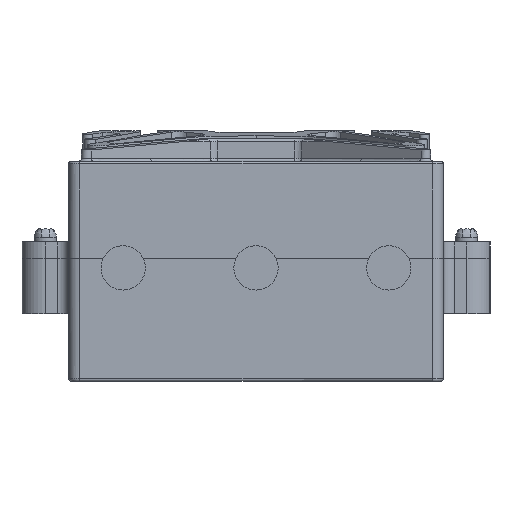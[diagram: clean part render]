
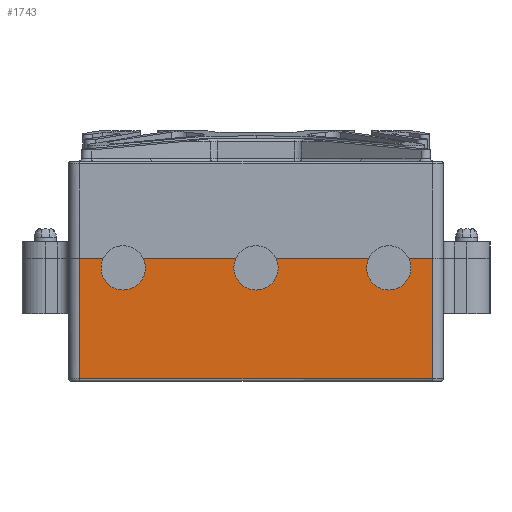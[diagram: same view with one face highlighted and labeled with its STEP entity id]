
A CAD part, front view. The second image highlights one B-rep face of the part: STEP entity #1743.
In plain terms, the highlighted free-form (B-spline) face has degree [1, 1] with [2, 2] control points.
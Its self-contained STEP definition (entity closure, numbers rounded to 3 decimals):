
#1154 = VERTEX_POINT('',#1155);
#1155 = CARTESIAN_POINT('',(-15.991,-32.052,
    11.153));
#1161 = EDGE_CURVE('',#1162,#1154,#1164,.T.);
#1162 = VERTEX_POINT('',#1163);
#1163 = CARTESIAN_POINT('',(15.991,-32.052,
    11.153));
#1164 = B_SPLINE_CURVE_WITH_KNOTS('',1,(#1165,#1166),.UNSPECIFIED.,.F.,
  .F.,(2,2),(-32.83,-1.),.PIECEWISE_BEZIER_KNOTS.);
#1165 = CARTESIAN_POINT('',(15.991,-32.052,
    11.153));
#1166 = CARTESIAN_POINT('',(-15.991,-32.052,
    11.153));
#1417 = VERTEX_POINT('',#1418);
#1418 = CARTESIAN_POINT('',(15.991,-32.052,
    0.251));
#1458 = EDGE_CURVE('',#1417,#1162,#1459,.T.);
#1459 = B_SPLINE_CURVE_WITH_KNOTS('',1,(#1460,#1461),.UNSPECIFIED.,.F.,
  .F.,(2,2),(-19.65,-8.8),.PIECEWISE_BEZIER_KNOTS.);
#1460 = CARTESIAN_POINT('',(15.991,-32.052,
    0.251));
#1461 = CARTESIAN_POINT('',(15.991,-32.052,
    11.153));
#1476 = VERTEX_POINT('',#1477);
#1477 = CARTESIAN_POINT('',(-15.991,-32.052,
    0.251));
#1521 = EDGE_CURVE('',#1154,#1476,#1522,.T.);
#1522 = B_SPLINE_CURVE_WITH_KNOTS('',1,(#1523,#1524),.UNSPECIFIED.,.F.,
  .F.,(2,2),(8.8,19.65),.PIECEWISE_BEZIER_KNOTS.);
#1523 = CARTESIAN_POINT('',(-15.991,-32.052,
    11.153));
#1524 = CARTESIAN_POINT('',(-15.991,-32.052,
    0.251));
#1655 = EDGE_CURVE('',#1476,#1417,#1656,.T.);
#1656 = B_SPLINE_CURVE_WITH_KNOTS('',1,(#1657,#1658),.UNSPECIFIED.,.F.,
  .F.,(2,2),(1.,32.83),.PIECEWISE_BEZIER_KNOTS.);
#1657 = CARTESIAN_POINT('',(-15.991,-32.052,
    0.251));
#1658 = CARTESIAN_POINT('',(15.991,-32.052,
    0.251));
#1743 = ADVANCED_FACE('',(#1744),#1750,.F.);
#1744 = FACE_BOUND('',#1745,.T.);
#1745 = EDGE_LOOP('',(#1746,#1747,#1748,#1749));
#1746 = ORIENTED_EDGE('',*,*,#1458,.T.);
#1747 = ORIENTED_EDGE('',*,*,#1161,.T.);
#1748 = ORIENTED_EDGE('',*,*,#1521,.T.);
#1749 = ORIENTED_EDGE('',*,*,#1655,.T.);
#1750 = B_SPLINE_SURFACE_WITH_KNOTS('',1,1,(
    (#1751,#1752)
    ,(#1753,#1754
  )),.UNSPECIFIED.,.F.,.F.,.F.,(2,2),(2,2),(-19.65,-8.8),(1.,32.83),
  .PIECEWISE_BEZIER_KNOTS.);
#1751 = CARTESIAN_POINT('',(-15.991,-32.052,
    0.251));
#1752 = CARTESIAN_POINT('',(15.991,-32.052,
    0.251));
#1753 = CARTESIAN_POINT('',(-15.991,-32.052,
    11.153));
#1754 = CARTESIAN_POINT('',(15.991,-32.052,
    11.153));
